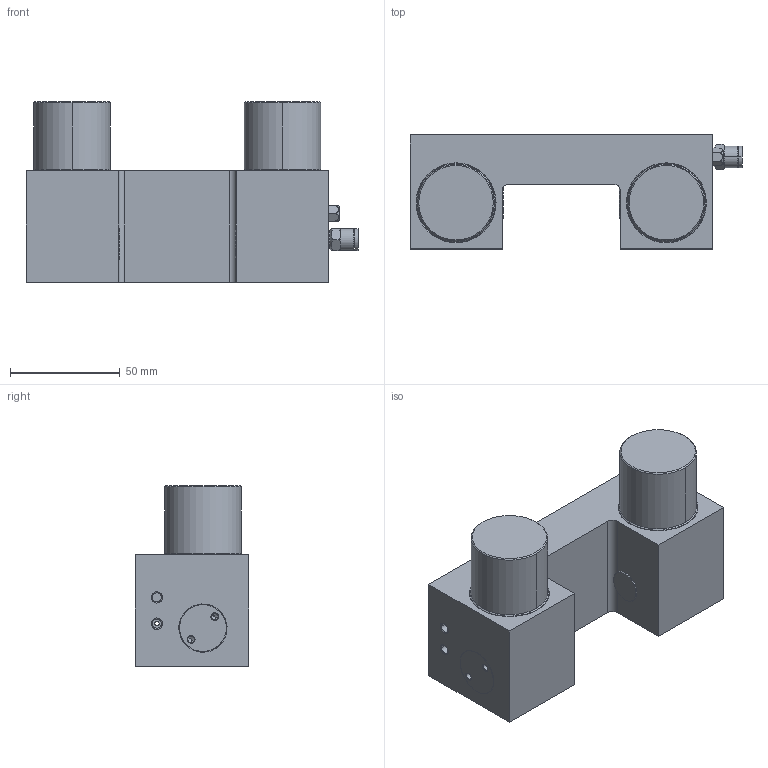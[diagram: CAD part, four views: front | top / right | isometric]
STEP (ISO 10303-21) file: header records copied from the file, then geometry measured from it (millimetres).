
FILE_DESCRIPTION (( 'STEP AP214' ), '1' );
FILE_NAME ('CPS55S(³£±ÕÐÍ).STEP', '2019-10-17T03:23:13', ( 'USER-' ), ( 'MS' ), 'SwSTEP 2.0', 'SolidWorks 2012', '' );
FILE_SCHEMA (( 'AUTOMOTIVE_DESIGN' ));
Length unit declared in the file: millimetre
Products named in the file (1): CPS55S(都敕倰)
Bounding box: 151.5 x 52 x 82.5 mm (x, y, z)
Volume: 322328.4 mm3; surface area: 60090.2 mm2
Topology: 9 solids, 9 shells, 193 faces, 426 edges, 250 vertices
Faces by surface type: cone 76, cylinder 66, plane 47, torus 4
Entity records: 7693 total; most frequent: CARTESIAN_POINT 1206, DIRECTION 958, ORIENTED_EDGE 812, EDGE_CURVE 406, AXIS2_PLACEMENT_3D 390, VERTEX_POINT 250, EDGE_LOOP 218, UNCERTAINTY_MEASURE_WITH_UNIT 204
